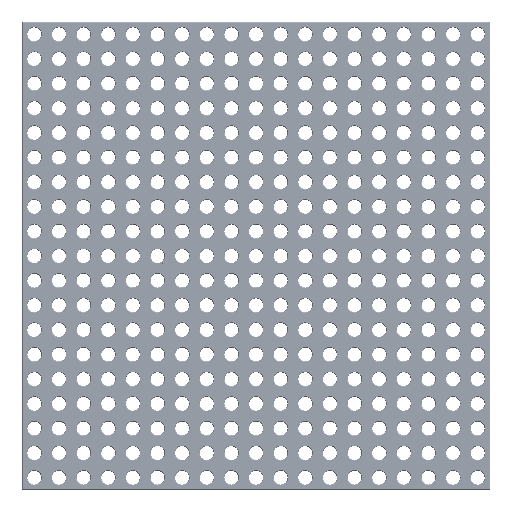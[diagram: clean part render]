
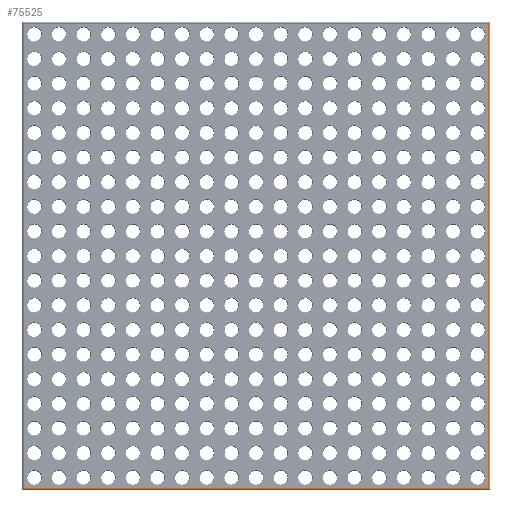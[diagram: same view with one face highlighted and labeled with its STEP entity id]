
A CAD part, top view. The second image highlights one B-rep face of the part: STEP entity #75525.
In plain terms, the highlighted planar face has unit normal (0, 0, 1).
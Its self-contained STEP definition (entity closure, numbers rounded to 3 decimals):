
#100 = PLANE('',#101);
#101 = AXIS2_PLACEMENT_3D('',#102,#103,#104);
#102 = CARTESIAN_POINT('',(-6.25,231.1,2.975));
#103 = DIRECTION('',(0.,0.707,0.707));
#104 = DIRECTION('',(-1.,0.,0.));
#12903 = PLANE('',#12904);
#12904 = AXIS2_PLACEMENT_3D('',#12905,#12906,#12907);
#12905 = CARTESIAN_POINT('',(231.1,231.25,2.975));
#12906 = DIRECTION('',(0.707,0.,0.707
    ));
#12907 = DIRECTION('',(0.,1.,0.));
#14961 = VERTEX_POINT('',#14962);
#14962 = CARTESIAN_POINT('',(-5.95,230.95,3.125));
#14976 = PLANE('',#14977);
#14977 = AXIS2_PLACEMENT_3D('',#14978,#14979,#14980);
#14978 = CARTESIAN_POINT('',(-6.1,-6.25,2.975));
#14979 = DIRECTION('',(-0.707,0.,
    0.707));
#14980 = DIRECTION('',(0.,-1.,0.));
#14990 = VERTEX_POINT('',#14991);
#14991 = CARTESIAN_POINT('',(230.95,230.95,3.125));
#15012 = EDGE_CURVE('',#14961,#14990,#15013,.T.);
#15013 = SURFACE_CURVE('',#15014,(#15018,#15025),.PCURVE_S1.);
#15014 = LINE('',#15015,#15016);
#15015 = CARTESIAN_POINT('',(-6.25,230.95,3.125));
#15016 = VECTOR('',#15017,1.);
#15017 = DIRECTION('',(1.,0.,0.));
#15018 = PCURVE('',#100,#15019);
#15019 = DEFINITIONAL_REPRESENTATION('',(#15020),#15024);
#15020 = LINE('',#15021,#15022);
#15021 = CARTESIAN_POINT('',(0.,0.212));
#15022 = VECTOR('',#15023,1.);
#15023 = DIRECTION('',(-1.,0.));
#15024 = ( GEOMETRIC_REPRESENTATION_CONTEXT(2) 
PARAMETRIC_REPRESENTATION_CONTEXT() REPRESENTATION_CONTEXT('2D SPACE',''
  ) );
#15025 = PCURVE('',#15026,#15031);
#15026 = PLANE('',#15027);
#15027 = AXIS2_PLACEMENT_3D('',#15028,#15029,#15030);
#15028 = CARTESIAN_POINT('',(112.5,112.5,3.125));
#15029 = DIRECTION('',(0.,0.,1.));
#15030 = DIRECTION('',(1.,0.,0.));
#15031 = DEFINITIONAL_REPRESENTATION('',(#15032),#15036);
#15032 = LINE('',#15033,#15034);
#15033 = CARTESIAN_POINT('',(-118.75,118.45));
#15034 = VECTOR('',#15035,1.);
#15035 = DIRECTION('',(1.,0.));
#15036 = ( GEOMETRIC_REPRESENTATION_CONTEXT(2) 
PARAMETRIC_REPRESENTATION_CONTEXT() REPRESENTATION_CONTEXT('2D SPACE',''
  ) );
#73671 = PLANE('',#73672);
#73672 = AXIS2_PLACEMENT_3D('',#73673,#73674,#73675);
#73673 = CARTESIAN_POINT('',(231.25,-6.1,2.975));
#73674 = DIRECTION('',(0.,-0.707,
    0.707));
#73675 = DIRECTION('',(-1.,0.,0.));
#75434 = VERTEX_POINT('',#75435);
#75435 = CARTESIAN_POINT('',(230.95,-5.95,3.125));
#75456 = EDGE_CURVE('',#14990,#75434,#75457,.T.);
#75457 = SURFACE_CURVE('',#75458,(#75462,#75469),.PCURVE_S1.);
#75458 = LINE('',#75459,#75460);
#75459 = CARTESIAN_POINT('',(230.95,231.25,3.125));
#75460 = VECTOR('',#75461,1.);
#75461 = DIRECTION('',(0.,-1.,0.));
#75462 = PCURVE('',#12903,#75463);
#75463 = DEFINITIONAL_REPRESENTATION('',(#75464),#75468);
#75464 = LINE('',#75465,#75466);
#75465 = CARTESIAN_POINT('',(0.,0.212));
#75466 = VECTOR('',#75467,1.);
#75467 = DIRECTION('',(-1.,0.));
#75468 = ( GEOMETRIC_REPRESENTATION_CONTEXT(2) 
PARAMETRIC_REPRESENTATION_CONTEXT() REPRESENTATION_CONTEXT('2D SPACE',''
  ) );
#75469 = PCURVE('',#15026,#75470);
#75470 = DEFINITIONAL_REPRESENTATION('',(#75471),#75475);
#75471 = LINE('',#75472,#75473);
#75472 = CARTESIAN_POINT('',(118.45,118.75));
#75473 = VECTOR('',#75474,1.);
#75474 = DIRECTION('',(0.,-1.));
#75475 = ( GEOMETRIC_REPRESENTATION_CONTEXT(2) 
PARAMETRIC_REPRESENTATION_CONTEXT() REPRESENTATION_CONTEXT('2D SPACE',''
  ) );
#75481 = VERTEX_POINT('',#75482);
#75482 = CARTESIAN_POINT('',(-5.95,-5.95,3.125));
#75505 = EDGE_CURVE('',#75481,#14961,#75506,.T.);
#75506 = SURFACE_CURVE('',#75507,(#75511,#75518),.PCURVE_S1.);
#75507 = LINE('',#75508,#75509);
#75508 = CARTESIAN_POINT('',(-5.95,-6.25,3.125));
#75509 = VECTOR('',#75510,1.);
#75510 = DIRECTION('',(0.,1.,0.));
#75511 = PCURVE('',#14976,#75512);
#75512 = DEFINITIONAL_REPRESENTATION('',(#75513),#75517);
#75513 = LINE('',#75514,#75515);
#75514 = CARTESIAN_POINT('',(0.,0.212));
#75515 = VECTOR('',#75516,1.);
#75516 = DIRECTION('',(-1.,0.));
#75517 = ( GEOMETRIC_REPRESENTATION_CONTEXT(2) 
PARAMETRIC_REPRESENTATION_CONTEXT() REPRESENTATION_CONTEXT('2D SPACE',''
  ) );
#75518 = PCURVE('',#15026,#75519);
#75519 = DEFINITIONAL_REPRESENTATION('',(#75520),#75524);
#75520 = LINE('',#75521,#75522);
#75521 = CARTESIAN_POINT('',(-118.45,-118.75));
#75522 = VECTOR('',#75523,1.);
#75523 = DIRECTION('',(0.,1.));
#75524 = ( GEOMETRIC_REPRESENTATION_CONTEXT(2) 
PARAMETRIC_REPRESENTATION_CONTEXT() REPRESENTATION_CONTEXT('2D SPACE',''
  ) );
#75525 = ADVANCED_FACE('',(#75526,#75552),#15026,.T.);
#75526 = FACE_BOUND('',#75527,.T.);
#75527 = EDGE_LOOP('',(#75528,#75549,#75550,#75551));
#75528 = ORIENTED_EDGE('',*,*,#75529,.F.);
#75529 = EDGE_CURVE('',#75434,#75481,#75530,.T.);
#75530 = SURFACE_CURVE('',#75531,(#75535,#75542),.PCURVE_S1.);
#75531 = LINE('',#75532,#75533);
#75532 = CARTESIAN_POINT('',(231.25,-5.95,3.125));
#75533 = VECTOR('',#75534,1.);
#75534 = DIRECTION('',(-1.,0.,0.));
#75535 = PCURVE('',#15026,#75536);
#75536 = DEFINITIONAL_REPRESENTATION('',(#75537),#75541);
#75537 = LINE('',#75538,#75539);
#75538 = CARTESIAN_POINT('',(118.75,-118.45));
#75539 = VECTOR('',#75540,1.);
#75540 = DIRECTION('',(-1.,0.));
#75541 = ( GEOMETRIC_REPRESENTATION_CONTEXT(2) 
PARAMETRIC_REPRESENTATION_CONTEXT() REPRESENTATION_CONTEXT('2D SPACE',''
  ) );
#75542 = PCURVE('',#73671,#75543);
#75543 = DEFINITIONAL_REPRESENTATION('',(#75544),#75548);
#75544 = LINE('',#75545,#75546);
#75545 = CARTESIAN_POINT('',(0.,-0.212));
#75546 = VECTOR('',#75547,1.);
#75547 = DIRECTION('',(1.,0.));
#75548 = ( GEOMETRIC_REPRESENTATION_CONTEXT(2) 
PARAMETRIC_REPRESENTATION_CONTEXT() REPRESENTATION_CONTEXT('2D SPACE',''
  ) );
#75549 = ORIENTED_EDGE('',*,*,#75456,.F.);
#75550 = ORIENTED_EDGE('',*,*,#15012,.F.);
#75551 = ORIENTED_EDGE('',*,*,#75505,.F.);
#75552 = FACE_BOUND('',#75553,.T.);
#75553 = EDGE_LOOP('',(#75554,#75584,#75612,#75640));
#75554 = ORIENTED_EDGE('',*,*,#75555,.T.);
#75555 = EDGE_CURVE('',#75556,#75558,#75560,.T.);
#75556 = VERTEX_POINT('',#75557);
#75557 = CARTESIAN_POINT('',(-5.15,-5.15,3.125));
#75558 = VERTEX_POINT('',#75559);
#75559 = CARTESIAN_POINT('',(-5.15,230.15,3.125));
#75560 = SURFACE_CURVE('',#75561,(#75565,#75572),.PCURVE_S1.);
#75561 = LINE('',#75562,#75563);
#75562 = CARTESIAN_POINT('',(-5.15,-5.15,3.125));
#75563 = VECTOR('',#75564,1.);
#75564 = DIRECTION('',(0.,1.,0.));
#75565 = PCURVE('',#15026,#75566);
#75566 = DEFINITIONAL_REPRESENTATION('',(#75567),#75571);
#75567 = LINE('',#75568,#75569);
#75568 = CARTESIAN_POINT('',(-117.65,-117.65));
#75569 = VECTOR('',#75570,1.);
#75570 = DIRECTION('',(0.,1.));
#75571 = ( GEOMETRIC_REPRESENTATION_CONTEXT(2) 
PARAMETRIC_REPRESENTATION_CONTEXT() REPRESENTATION_CONTEXT('2D SPACE',''
  ) );
#75572 = PCURVE('',#75573,#75578);
#75573 = PLANE('',#75574);
#75574 = AXIS2_PLACEMENT_3D('',#75575,#75576,#75577);
#75575 = CARTESIAN_POINT('',(-5.15,-5.15,3.125));
#75576 = DIRECTION('',(1.,0.,0.));
#75577 = DIRECTION('',(0.,1.,0.));
#75578 = DEFINITIONAL_REPRESENTATION('',(#75579),#75583);
#75579 = LINE('',#75580,#75581);
#75580 = CARTESIAN_POINT('',(0.,0.));
#75581 = VECTOR('',#75582,1.);
#75582 = DIRECTION('',(1.,0.));
#75583 = ( GEOMETRIC_REPRESENTATION_CONTEXT(2) 
PARAMETRIC_REPRESENTATION_CONTEXT() REPRESENTATION_CONTEXT('2D SPACE',''
  ) );
#75584 = ORIENTED_EDGE('',*,*,#75585,.T.);
#75585 = EDGE_CURVE('',#75558,#75586,#75588,.T.);
#75586 = VERTEX_POINT('',#75587);
#75587 = CARTESIAN_POINT('',(230.15,230.15,3.125));
#75588 = SURFACE_CURVE('',#75589,(#75593,#75600),.PCURVE_S1.);
#75589 = LINE('',#75590,#75591);
#75590 = CARTESIAN_POINT('',(-5.15,230.15,3.125));
#75591 = VECTOR('',#75592,1.);
#75592 = DIRECTION('',(1.,0.,0.));
#75593 = PCURVE('',#15026,#75594);
#75594 = DEFINITIONAL_REPRESENTATION('',(#75595),#75599);
#75595 = LINE('',#75596,#75597);
#75596 = CARTESIAN_POINT('',(-117.65,117.65));
#75597 = VECTOR('',#75598,1.);
#75598 = DIRECTION('',(1.,0.));
#75599 = ( GEOMETRIC_REPRESENTATION_CONTEXT(2) 
PARAMETRIC_REPRESENTATION_CONTEXT() REPRESENTATION_CONTEXT('2D SPACE',''
  ) );
#75600 = PCURVE('',#75601,#75606);
#75601 = PLANE('',#75602);
#75602 = AXIS2_PLACEMENT_3D('',#75603,#75604,#75605);
#75603 = CARTESIAN_POINT('',(-5.15,230.15,3.125));
#75604 = DIRECTION('',(0.,-1.,0.));
#75605 = DIRECTION('',(1.,0.,0.));
#75606 = DEFINITIONAL_REPRESENTATION('',(#75607),#75611);
#75607 = LINE('',#75608,#75609);
#75608 = CARTESIAN_POINT('',(0.,0.));
#75609 = VECTOR('',#75610,1.);
#75610 = DIRECTION('',(1.,0.));
#75611 = ( GEOMETRIC_REPRESENTATION_CONTEXT(2) 
PARAMETRIC_REPRESENTATION_CONTEXT() REPRESENTATION_CONTEXT('2D SPACE',''
  ) );
#75612 = ORIENTED_EDGE('',*,*,#75613,.T.);
#75613 = EDGE_CURVE('',#75586,#75614,#75616,.T.);
#75614 = VERTEX_POINT('',#75615);
#75615 = CARTESIAN_POINT('',(230.15,-5.15,3.125));
#75616 = SURFACE_CURVE('',#75617,(#75621,#75628),.PCURVE_S1.);
#75617 = LINE('',#75618,#75619);
#75618 = CARTESIAN_POINT('',(230.15,230.15,3.125));
#75619 = VECTOR('',#75620,1.);
#75620 = DIRECTION('',(0.,-1.,0.));
#75621 = PCURVE('',#15026,#75622);
#75622 = DEFINITIONAL_REPRESENTATION('',(#75623),#75627);
#75623 = LINE('',#75624,#75625);
#75624 = CARTESIAN_POINT('',(117.65,117.65));
#75625 = VECTOR('',#75626,1.);
#75626 = DIRECTION('',(0.,-1.));
#75627 = ( GEOMETRIC_REPRESENTATION_CONTEXT(2) 
PARAMETRIC_REPRESENTATION_CONTEXT() REPRESENTATION_CONTEXT('2D SPACE',''
  ) );
#75628 = PCURVE('',#75629,#75634);
#75629 = PLANE('',#75630);
#75630 = AXIS2_PLACEMENT_3D('',#75631,#75632,#75633);
#75631 = CARTESIAN_POINT('',(230.15,230.15,3.125));
#75632 = DIRECTION('',(-1.,0.,0.));
#75633 = DIRECTION('',(0.,-1.,0.));
#75634 = DEFINITIONAL_REPRESENTATION('',(#75635),#75639);
#75635 = LINE('',#75636,#75637);
#75636 = CARTESIAN_POINT('',(0.,0.));
#75637 = VECTOR('',#75638,1.);
#75638 = DIRECTION('',(1.,0.));
#75639 = ( GEOMETRIC_REPRESENTATION_CONTEXT(2) 
PARAMETRIC_REPRESENTATION_CONTEXT() REPRESENTATION_CONTEXT('2D SPACE',''
  ) );
#75640 = ORIENTED_EDGE('',*,*,#75641,.T.);
#75641 = EDGE_CURVE('',#75614,#75556,#75642,.T.);
#75642 = SURFACE_CURVE('',#75643,(#75647,#75654),.PCURVE_S1.);
#75643 = LINE('',#75644,#75645);
#75644 = CARTESIAN_POINT('',(230.15,-5.15,3.125));
#75645 = VECTOR('',#75646,1.);
#75646 = DIRECTION('',(-1.,0.,0.));
#75647 = PCURVE('',#15026,#75648);
#75648 = DEFINITIONAL_REPRESENTATION('',(#75649),#75653);
#75649 = LINE('',#75650,#75651);
#75650 = CARTESIAN_POINT('',(117.65,-117.65));
#75651 = VECTOR('',#75652,1.);
#75652 = DIRECTION('',(-1.,0.));
#75653 = ( GEOMETRIC_REPRESENTATION_CONTEXT(2) 
PARAMETRIC_REPRESENTATION_CONTEXT() REPRESENTATION_CONTEXT('2D SPACE',''
  ) );
#75654 = PCURVE('',#75655,#75660);
#75655 = PLANE('',#75656);
#75656 = AXIS2_PLACEMENT_3D('',#75657,#75658,#75659);
#75657 = CARTESIAN_POINT('',(230.15,-5.15,3.125));
#75658 = DIRECTION('',(0.,1.,0.));
#75659 = DIRECTION('',(-1.,0.,0.));
#75660 = DEFINITIONAL_REPRESENTATION('',(#75661),#75665);
#75661 = LINE('',#75662,#75663);
#75662 = CARTESIAN_POINT('',(0.,0.));
#75663 = VECTOR('',#75664,1.);
#75664 = DIRECTION('',(1.,0.));
#75665 = ( GEOMETRIC_REPRESENTATION_CONTEXT(2) 
PARAMETRIC_REPRESENTATION_CONTEXT() REPRESENTATION_CONTEXT('2D SPACE',''
  ) );
